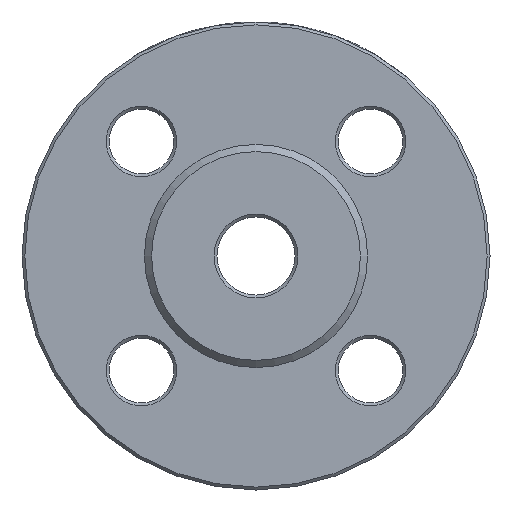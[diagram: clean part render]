
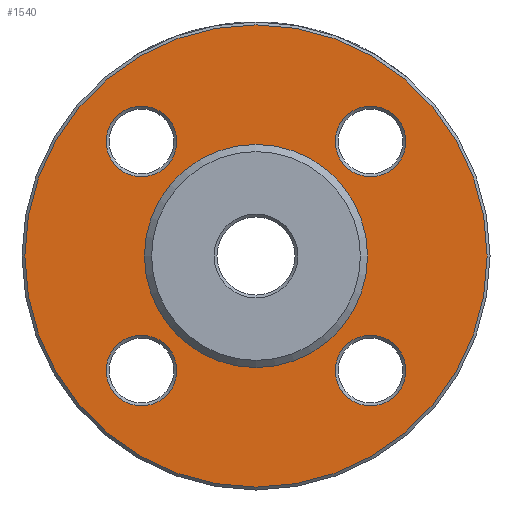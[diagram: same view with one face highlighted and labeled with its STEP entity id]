
A CAD part, left-side view. The second image highlights one B-rep face of the part: STEP entity #1540.
In plain terms, the highlighted planar face has unit normal (-1, 0, 0).
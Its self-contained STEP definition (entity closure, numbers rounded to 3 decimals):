
#3 = DIRECTION ( 'NONE',  ( 1., 0., 0. ) ) ;
#45 = CARTESIAN_POINT ( 'NONE',  ( 2., 0., -64.2 ) ) ;
#85 = DIRECTION ( 'NONE',  ( -1., 0., 0. ) ) ;
#179 = EDGE_LOOP ( 'NONE', ( #5119 ) ) ;
#238 = CIRCLE ( 'NONE', #3542, 9.8 ) ;
#242 = EDGE_LOOP ( 'NONE', ( #1336 ) ) ;
#321 = EDGE_CURVE ( 'NONE', #4518, #4518, #5272, .T. ) ;
#387 = DIRECTION ( 'NONE',  ( 0., 0., -1. ) ) ;
#526 = CARTESIAN_POINT ( 'NONE',  ( 2., -31.82, -31.82 ) ) ;
#701 = PLANE ( 'NONE',  #3379 ) ;
#783 = CARTESIAN_POINT ( 'NONE',  ( 2., 41.62, 31.82 ) ) ;
#807 = EDGE_CURVE ( 'NONE', #2909, #2909, #238, .T. ) ;
#829 = EDGE_CURVE ( 'NONE', #4566, #4566, #3283, .T. ) ;
#885 = DIRECTION ( 'NONE',  ( 1., 0., 0. ) ) ;
#924 = EDGE_LOOP ( 'NONE', ( #3256 ) ) ;
#1011 = AXIS2_PLACEMENT_3D ( 'NONE', #4155, #3, #1673 ) ;
#1094 = DIRECTION ( 'NONE',  ( 1., 0., 0. ) ) ;
#1122 = AXIS2_PLACEMENT_3D ( 'NONE', #4820, #1094, #4088 ) ;
#1143 = FACE_BOUND ( 'NONE', #179, .T. ) ;
#1253 = CARTESIAN_POINT ( 'NONE',  ( 2., 0., 31. ) ) ;
#1309 = AXIS2_PLACEMENT_3D ( 'NONE', #4127, #85, #387 ) ;
#1311 = CARTESIAN_POINT ( 'NONE',  ( 2., 31.82, -41.62 ) ) ;
#1336 = ORIENTED_EDGE ( 'NONE', *, *, #1406, .T. ) ;
#1365 = DIRECTION ( 'NONE',  ( 1., 0., 0. ) ) ;
#1406 = EDGE_CURVE ( 'NONE', #3345, #3345, #4578, .T. ) ;
#1540 = ADVANCED_FACE ( 'NONE', ( #2011, #1143, #3567, #2746, #3981, #3154 ), #701, .F. ) ;
#1552 = AXIS2_PLACEMENT_3D ( 'NONE', #1798, #1365, #4741 ) ;
#1622 = EDGE_CURVE ( 'NONE', #3735, #3735, #4332, .T. ) ;
#1673 = DIRECTION ( 'NONE',  ( 0., 0., 1. ) ) ;
#1798 = CARTESIAN_POINT ( 'NONE',  ( 2., 31.82, 31.82 ) ) ;
#1805 = CARTESIAN_POINT ( 'NONE',  ( 2., 0., 0. ) ) ;
#2011 = FACE_BOUND ( 'NONE', #2927, .T. ) ;
#2197 = ORIENTED_EDGE ( 'NONE', *, *, #4196, .T. ) ;
#2391 = CARTESIAN_POINT ( 'NONE',  ( 2., 31., 0. ) ) ;
#2541 = DIRECTION ( 'NONE',  ( 0., -1., 0. ) ) ;
#2746 = FACE_BOUND ( 'NONE', #5063, .T. ) ;
#2905 = ORIENTED_EDGE ( 'NONE', *, *, #807, .T. ) ;
#2909 = VERTEX_POINT ( 'NONE', #3319 ) ;
#2927 = EDGE_LOOP ( 'NONE', ( #2905 ) ) ;
#3054 = DIRECTION ( 'NONE',  ( -1., 0., 0. ) ) ;
#3154 = FACE_BOUND ( 'NONE', #924, .T. ) ;
#3256 = ORIENTED_EDGE ( 'NONE', *, *, #829, .F. ) ;
#3283 = CIRCLE ( 'NONE', #3901, 31. ) ;
#3293 = CARTESIAN_POINT ( 'NONE',  ( 2., -31.82, 41.62 ) ) ;
#3319 = CARTESIAN_POINT ( 'NONE',  ( 2., -41.62, -31.82 ) ) ;
#3345 = VERTEX_POINT ( 'NONE', #783 ) ;
#3379 = AXIS2_PLACEMENT_3D ( 'NONE', #2391, #5316, #4905 ) ;
#3542 = AXIS2_PLACEMENT_3D ( 'NONE', #526, #885, #2541 ) ;
#3567 = FACE_BOUND ( 'NONE', #242, .T. ) ;
#3735 = VERTEX_POINT ( 'NONE', #1311 ) ;
#3901 = AXIS2_PLACEMENT_3D ( 'NONE', #1805, #3054, #4336 ) ;
#3981 = FACE_OUTER_BOUND ( 'NONE', #4474, .T. ) ;
#4088 = DIRECTION ( 'NONE',  ( 0., 0., -1. ) ) ;
#4115 = VERTEX_POINT ( 'NONE', #45 ) ;
#4127 = CARTESIAN_POINT ( 'NONE',  ( 2., 0., 0. ) ) ;
#4155 = CARTESIAN_POINT ( 'NONE',  ( 2., -31.82, 31.82 ) ) ;
#4196 = EDGE_CURVE ( 'NONE', #4115, #4115, #4347, .T. ) ;
#4332 = CIRCLE ( 'NONE', #1122, 9.8 ) ;
#4336 = DIRECTION ( 'NONE',  ( 0., 0., 1. ) ) ;
#4347 = CIRCLE ( 'NONE', #1309, 64.2 ) ;
#4474 = EDGE_LOOP ( 'NONE', ( #2197 ) ) ;
#4518 = VERTEX_POINT ( 'NONE', #3293 ) ;
#4566 = VERTEX_POINT ( 'NONE', #1253 ) ;
#4578 = CIRCLE ( 'NONE', #1552, 9.8 ) ;
#4741 = DIRECTION ( 'NONE',  ( 0., 1., 0. ) ) ;
#4820 = CARTESIAN_POINT ( 'NONE',  ( 2., 31.82, -31.82 ) ) ;
#4905 = DIRECTION ( 'NONE',  ( 0., 0., -1. ) ) ;
#4959 = ORIENTED_EDGE ( 'NONE', *, *, #1622, .T. ) ;
#5063 = EDGE_LOOP ( 'NONE', ( #4959 ) ) ;
#5119 = ORIENTED_EDGE ( 'NONE', *, *, #321, .T. ) ;
#5272 = CIRCLE ( 'NONE', #1011, 9.8 ) ;
#5316 = DIRECTION ( 'NONE',  ( 1., 0., 0. ) ) ;
